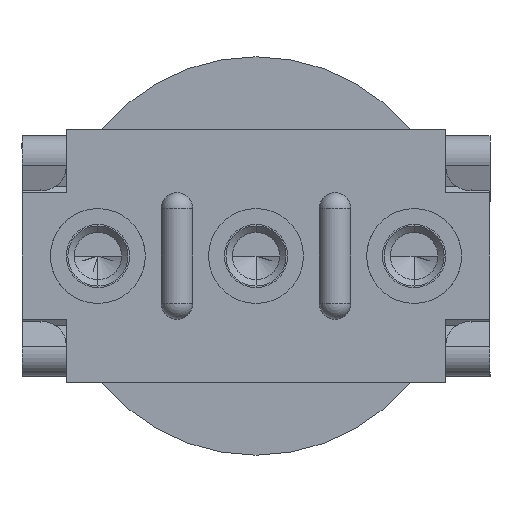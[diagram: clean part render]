
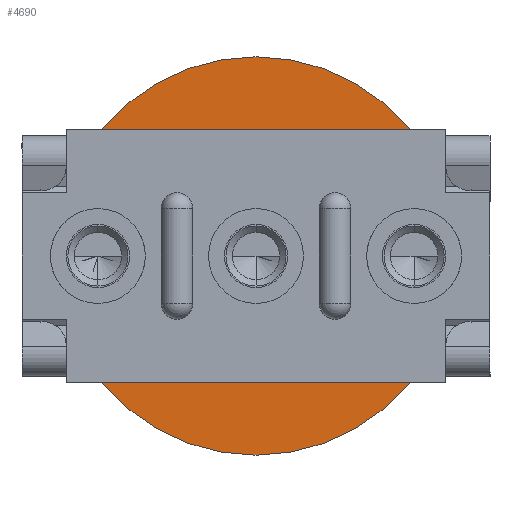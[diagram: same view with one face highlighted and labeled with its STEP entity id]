
A CAD part, front view. The second image highlights one B-rep face of the part: STEP entity #4690.
In plain terms, the highlighted planar face has unit normal (0, -1, 0).
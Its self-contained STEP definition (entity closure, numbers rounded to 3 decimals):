
#157 = DIRECTION ( 'NONE',  ( 0., 0., 1. ) ) ;
#547 = DIRECTION ( 'NONE',  ( 0., 0., 1. ) ) ;
#1219 = DIRECTION ( 'NONE',  ( 0., 1., 0. ) ) ;
#1445 = VERTEX_POINT ( 'NONE', #7053 ) ;
#1484 = CARTESIAN_POINT ( 'NONE',  ( 0., 0., 0. ) ) ;
#1528 = FACE_OUTER_BOUND ( 'NONE', #7618, .T. ) ;
#1769 = CARTESIAN_POINT ( 'NONE',  ( 6.3, 0., 0. ) ) ;
#3311 = CARTESIAN_POINT ( 'NONE',  ( 0., 0., 6.3 ) ) ;
#3765 = CIRCLE ( 'NONE', #7805, 6.3 ) ;
#3991 = AXIS2_PLACEMENT_3D ( 'NONE', #7983, #1219, #547 ) ;
#4091 = VERTEX_POINT ( 'NONE', #3311 ) ;
#4314 = DIRECTION ( 'NONE',  ( 0., 0., 1. ) ) ;
#4338 = ORIENTED_EDGE ( 'NONE', *, *, #7398, .F. ) ;
#4539 = DIRECTION ( 'NONE',  ( 0., 1., 0. ) ) ;
#4690 = ADVANCED_FACE ( 'NONE', ( #1528 ), #7442, .F. ) ;
#4877 = EDGE_CURVE ( 'NONE', #4091, #1445, #3765, .T. ) ;
#4905 = DIRECTION ( 'NONE',  ( 0., 1., 0. ) ) ;
#5356 = CIRCLE ( 'NONE', #3991, 6.3 ) ;
#6995 = ORIENTED_EDGE ( 'NONE', *, *, #4877, .F. ) ;
#7053 = CARTESIAN_POINT ( 'NONE',  ( 0., 0., -6.3 ) ) ;
#7132 = AXIS2_PLACEMENT_3D ( 'NONE', #1769, #4905, #4314 ) ;
#7398 = EDGE_CURVE ( 'NONE', #1445, #4091, #5356, .T. ) ;
#7442 = PLANE ( 'NONE',  #7132 ) ;
#7618 = EDGE_LOOP ( 'NONE', ( #6995, #4338 ) ) ;
#7805 = AXIS2_PLACEMENT_3D ( 'NONE', #1484, #4539, #157 ) ;
#7983 = CARTESIAN_POINT ( 'NONE',  ( 0., 0., 0. ) ) ;
